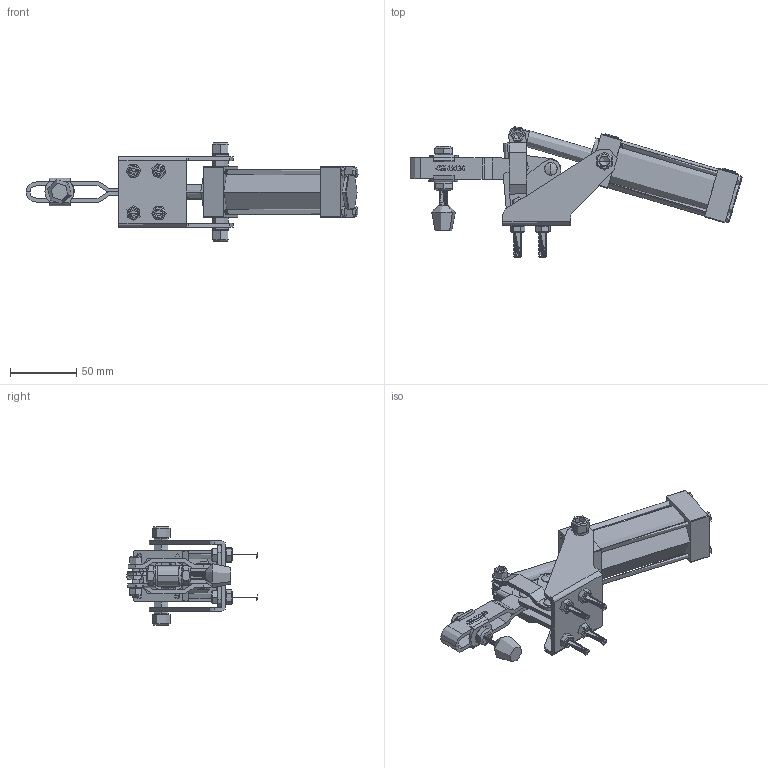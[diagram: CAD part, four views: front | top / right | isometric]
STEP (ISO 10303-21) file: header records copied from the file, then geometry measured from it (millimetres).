
FILE_DESCRIPTION (( 'STEP AP203' ), '1' );
FILE_NAME ('CH-12130-A.STEP', '2024-04-22T11:59:26', ( 'User' ), ( 'china' ), 'SwSTEP 2.0', 'SolidWorks 2018', '' );
FILE_SCHEMA (( 'CONFIG_CONTROL_DESIGN' ));
Length unit declared in the file: millimetre
Products named in the file (57): M6-30; Air cylinder-3; 12130-03-A-04; M8-15; 22RIVET; CH-12130-02 SHORT U-BAR; M6; CH-12130-A-04; CH-12130-A-02; 16.5rivet; CH-FW-516; M8; Air cylinder-2; G18黑; Air cylinder-1; CH-FC-56212; CH-12130-A; M6NUT; CH-12130-A-01; M6-25; CH-12130-01
Assembly tree (55 placements, depth 2):
  12130-03-A-04
  CH-12130-02 SHORT U-BAR
  CH-12130-A-04
  CH-FW-516
  CH-FW-516
Bounding box: 249.89 x 98.55 x 74 mm (x, y, z)
Volume: 204485.1 mm3; surface area: 97640 mm2
Topology: 37 solids, 37 shells, 2046 faces, 5585 edges, 3686 vertices
Faces by surface type: cylinder 1032, plane 542, bspline 270, cone 156, torus 40, sphere 6
Entity records: 86218 total; most frequent: CARTESIAN_POINT 47934, ORIENTED_EDGE 7846, DIRECTION 5391, EDGE_CURVE 3923, VERTEX_POINT 2581, LINE 1823, VECTOR 1823, AXIS2_PLACEMENT_3D 1784
